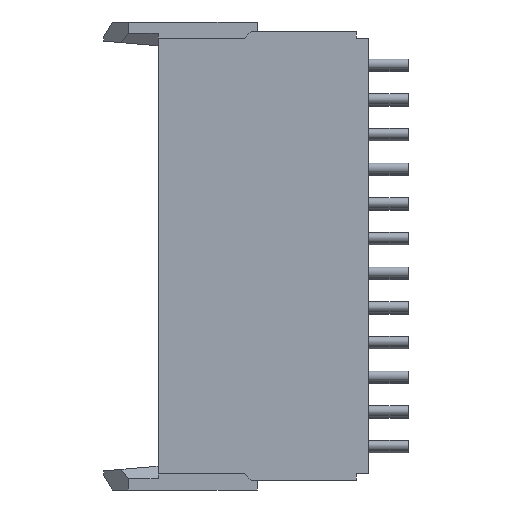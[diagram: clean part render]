
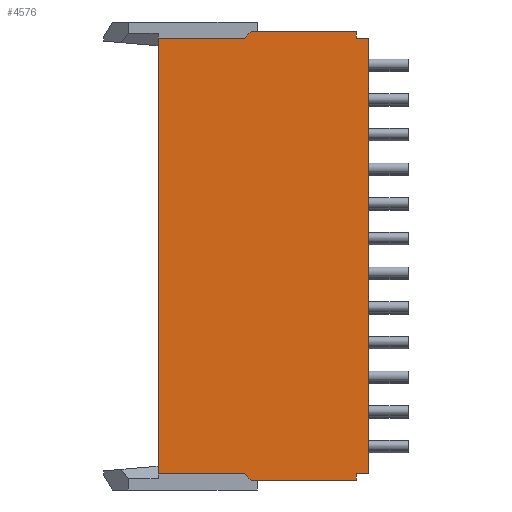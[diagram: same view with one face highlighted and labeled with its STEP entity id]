
A CAD part, left-side view. The second image highlights one B-rep face of the part: STEP entity #4576.
In plain terms, the highlighted planar face has unit normal (-1, 0, 0).
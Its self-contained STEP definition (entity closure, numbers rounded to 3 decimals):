
#1=DIRECTION('',(0.,-0.707,0.707));
#2=VECTOR('',#1,0.354);
#3=CARTESIAN_POINT('',(-7.95,-3.5,8.8));
#4=LINE('2705',#3,#2);
#5=DIRECTION('',(0.,0.707,0.707));
#6=VECTOR('',#5,0.354);
#7=CARTESIAN_POINT('',(-7.95,-3.75,-9.05));
#8=LINE('2713',#7,#6);
#13=DIRECTION('',(0.,1.,0.));
#14=VECTOR('',#13,3.5);
#15=CARTESIAN_POINT('',(-7.95,-3.5,8.8));
#16=LINE('2704',#15,#14);
#53=DIRECTION('',(0.,0.,-1.));
#54=VECTOR('',#53,17.6);
#55=CARTESIAN_POINT('',(-7.95,0.,8.8));
#56=LINE('2715',#55,#54);
#401=DIRECTION('',(0.,-1.,0.));
#402=VECTOR('',#401,3.5);
#403=CARTESIAN_POINT('',(-7.95,0.,-8.8));
#404=LINE('2714',#403,#402);
#429=DIRECTION('',(0.,-1.,0.));
#430=VECTOR('',#429,4.25);
#431=CARTESIAN_POINT('',(-7.95,-3.75,-9.05));
#432=LINE('2712',#431,#430);
#589=DIRECTION('',(0.,0.,1.));
#590=VECTOR('',#589,0.25);
#591=CARTESIAN_POINT('',(-7.95,-8.,-9.05));
#592=LINE('2711',#591,#590);
#597=DIRECTION('',(0.,-1.,0.));
#598=VECTOR('',#597,0.5);
#599=CARTESIAN_POINT('',(-7.95,-8.,-8.8));
#600=LINE('2710',#599,#598);
#605=DIRECTION('',(0.,0.,1.));
#606=VECTOR('',#605,17.6);
#607=CARTESIAN_POINT('',(-7.95,-8.5,-8.8));
#608=LINE('2709',#607,#606);
#1573=DIRECTION('',(0.,1.,0.));
#1574=VECTOR('',#1573,0.5);
#1575=CARTESIAN_POINT('',(-7.95,-8.5,8.8));
#1576=LINE('2708',#1575,#1574);
#1581=DIRECTION('',(0.,0.,1.));
#1582=VECTOR('',#1581,0.25);
#1583=CARTESIAN_POINT('',(-7.95,-8.,8.8));
#1584=LINE('2707',#1583,#1582);
#1605=DIRECTION('',(0.,1.,0.));
#1606=VECTOR('',#1605,4.25);
#1607=CARTESIAN_POINT('',(-7.95,-8.,9.05));
#1608=LINE('2706',#1607,#1606);
#3505=CARTESIAN_POINT('',(-7.95,-3.5,8.8));
#3506=CARTESIAN_POINT('',(-7.95,0.,8.8));
#3507=VERTEX_POINT('',#3505);
#3508=VERTEX_POINT('',#3506);
#3509=CARTESIAN_POINT('',(-7.95,-3.75,9.05));
#3510=VERTEX_POINT('',#3509);
#3511=CARTESIAN_POINT('',(-7.95,-8.,9.05));
#3512=VERTEX_POINT('',#3511);
#3513=CARTESIAN_POINT('',(-7.95,-8.,8.8));
#3514=VERTEX_POINT('',#3513);
#3515=CARTESIAN_POINT('',(-7.95,-8.5,8.8));
#3516=VERTEX_POINT('',#3515);
#3517=CARTESIAN_POINT('',(-7.95,-8.5,-8.8));
#3518=VERTEX_POINT('',#3517);
#3519=CARTESIAN_POINT('',(-7.95,-8.,-8.8));
#3520=VERTEX_POINT('',#3519);
#3521=CARTESIAN_POINT('',(-7.95,-8.,-9.05));
#3522=VERTEX_POINT('',#3521);
#3523=CARTESIAN_POINT('',(-7.95,-3.75,-9.05));
#3524=VERTEX_POINT('',#3523);
#3525=CARTESIAN_POINT('',(-7.95,-3.5,-8.8));
#3526=VERTEX_POINT('',#3525);
#3527=CARTESIAN_POINT('',(-7.95,0.,-8.8));
#3528=VERTEX_POINT('',#3527);
#4545=CARTESIAN_POINT('',(-7.95,0.,0.));
#4546=DIRECTION('',(1.,0.,0.));
#4547=DIRECTION('',(0.,0.,-1.));
#4548=AXIS2_PLACEMENT_3D('',#4545,#4546,#4547);
#4549=PLANE('3484',#4548);
#4551=ORIENTED_EDGE('2704',*,*,#4550,.F.);
#4553=ORIENTED_EDGE('2705',*,*,#4552,.T.);
#4555=ORIENTED_EDGE('2706',*,*,#4554,.F.);
#4557=ORIENTED_EDGE('2707',*,*,#4556,.F.);
#4559=ORIENTED_EDGE('2708',*,*,#4558,.F.);
#4561=ORIENTED_EDGE('2709',*,*,#4560,.F.);
#4563=ORIENTED_EDGE('2710',*,*,#4562,.F.);
#4565=ORIENTED_EDGE('2711',*,*,#4564,.F.);
#4567=ORIENTED_EDGE('2712',*,*,#4566,.F.);
#4569=ORIENTED_EDGE('2713',*,*,#4568,.T.);
#4571=ORIENTED_EDGE('2714',*,*,#4570,.F.);
#4573=ORIENTED_EDGE('2715',*,*,#4572,.F.);
#4574=EDGE_LOOP('3484',(#4551,#4553,#4555,#4557,#4559,#4561,#4563,#4565,#4567,
#4569,#4571,#4573));
#4575=FACE_OUTER_BOUND('3484',#4574,.F.);
#4576=ADVANCED_FACE('3484',(#4575),#4549,.F.);
#4550=EDGE_CURVE('2704',#3507,#3508,#16,.T.);
#4552=EDGE_CURVE('2705',#3507,#3510,#4,.T.);
#4554=EDGE_CURVE('2706',#3512,#3510,#1608,.T.);
#4556=EDGE_CURVE('2707',#3514,#3512,#1584,.T.);
#4558=EDGE_CURVE('2708',#3516,#3514,#1576,.T.);
#4560=EDGE_CURVE('2709',#3518,#3516,#608,.T.);
#4562=EDGE_CURVE('2710',#3520,#3518,#600,.T.);
#4564=EDGE_CURVE('2711',#3522,#3520,#592,.T.);
#4566=EDGE_CURVE('2712',#3524,#3522,#432,.T.);
#4568=EDGE_CURVE('2713',#3524,#3526,#8,.T.);
#4570=EDGE_CURVE('2714',#3528,#3526,#404,.T.);
#4572=EDGE_CURVE('2715',#3508,#3528,#56,.T.);
